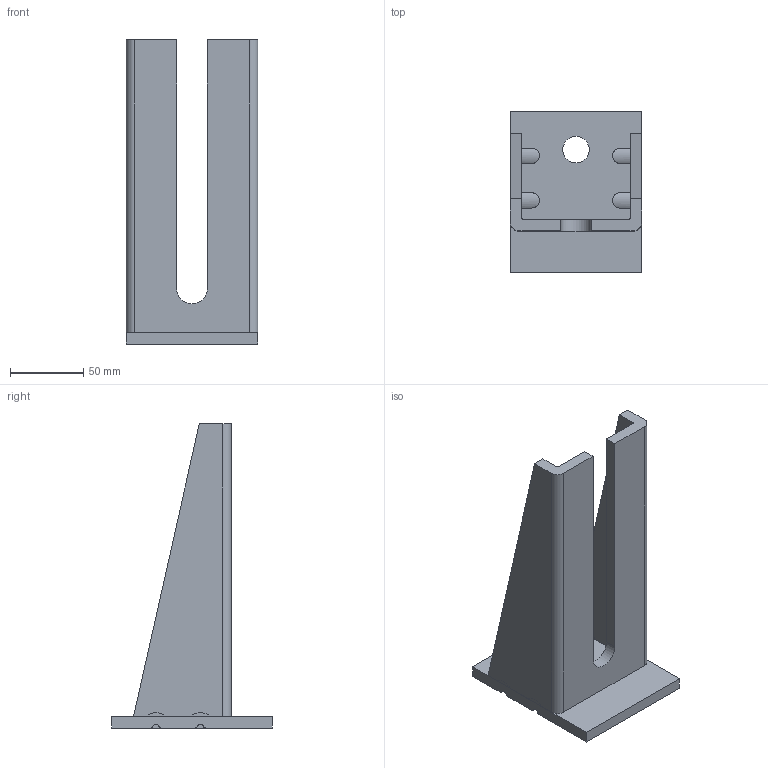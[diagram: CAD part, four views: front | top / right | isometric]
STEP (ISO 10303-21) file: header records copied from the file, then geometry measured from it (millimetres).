
FILE_DESCRIPTION (( 'STEP AP203' ), '1' );
FILE_NAME ('1.25.b06.STEP', '2017-11-09T11:55:04', ( '' ), ( '' ), 'SwSTEP 2.0', 'SolidWorks 2017', '' );
FILE_SCHEMA (( 'CONFIG_CONTROL_DESIGN' ));
Length unit declared in the file: millimetre
Products named in the file (2): 1.25.b06
Bounding box: 90 x 110 x 208 mm (x, y, z)
Volume: 305478 mm3; surface area: 88671.4 mm2
Topology: 2 solids, 2 shells, 64 faces, 180 edges, 120 vertices
Faces by surface type: cylinder 33, plane 31
Entity records: 2371 total; most frequent: CARTESIAN_POINT 540, ORIENTED_EDGE 360, DIRECTION 346, EDGE_CURVE 180, VERTEX_POINT 120, VECTOR 118, LINE 118, AXIS2_PLACEMENT_3D 114
